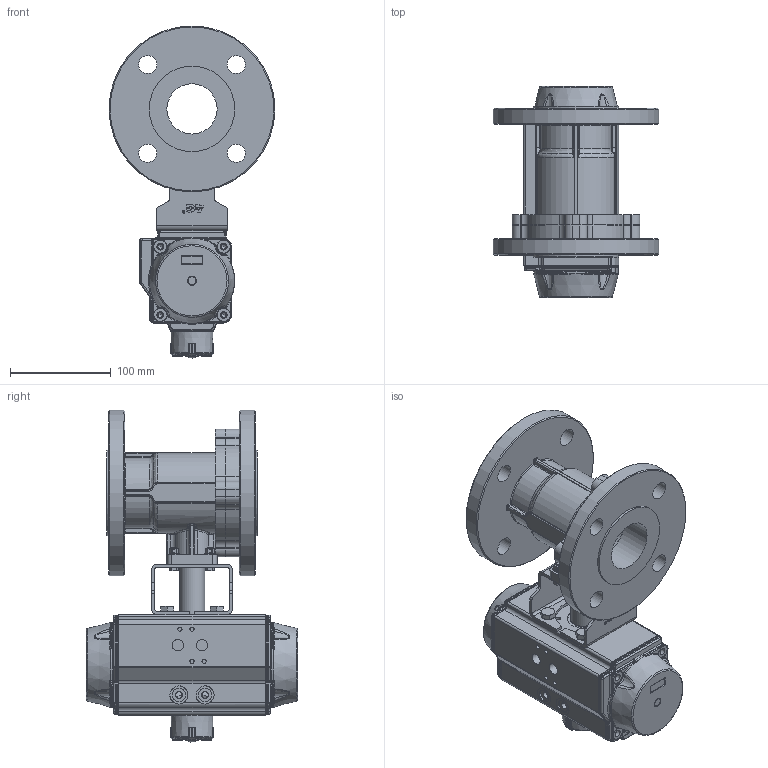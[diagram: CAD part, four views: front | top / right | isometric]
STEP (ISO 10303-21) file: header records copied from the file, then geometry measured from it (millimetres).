
FILE_DESCRIPTION(/* description */ ('Unknown'),/* implementation_level */ '2;1');
FILE_NAME(/* name */ 'PD040909-09',/* time_stamp */ '2025-02-06T08:55:03+01:00',/* author */ ('Unknown'),/* organization */ ('Unknown'),/* preprocessor_version */ 'ST-DEVELOPER v19.4',/* originating_system */ 'Solid Edge',/* authorisation */ 'Unknown');
FILE_SCHEMA (('AUTOMOTIVE_DESIGN {1 0 10303 214 3 1 1}'));
Products named in the file (18): PD040909-09; 49899011_Brücke F07-F05 Höhe 50; 49860202_Spindeladapter Edelstahl_SW14x14x15_Tasche 14x14x15; 4.150_160.050; DIN558 M5x20; PD04_PE03; vt75-2016-06-25; VTE75埴詰; vt75-2016-06-25  酘傷裔; huosai75; Welle; Optische Anzeige; ______; ________(___________; cup head nib bolts with large head gb_GB_FASTENER_BOLT_CHNBW M6X25-N; DIN125-5_3.1.3; DIN934_M5; DIN 933 M8x18 A2-70 BLK_EDST
Assembly tree (33 placements, depth 4):
  PD040909-09
    49899011_Brücke F07-F05 Höhe 50
    49860202_Spindeladapter Edelstahl_SW14x14x15_Tasche 14x14x15
    4.150_160.050
    DIN558 M5x20  x4
    PD04_PE03
      vt75-2016-06-25
      VTE75埴詰
      vt75-2016-06-25  酘傷裔
      huosai75  x2
      Welle
      Optische Anzeige
        ______
        ________(___________  x4
        cup head nib bolts with large head gb_GB_FASTENER_BOLT_CHNBW M6X25-N
    DIN125-5_3.1.3  x4
    DIN934_M5  x4
    DIN 933 M8x18 A2-70 BLK_EDST  x4
Bounding box: 165 x 210 x 330.31 mm (x, y, z)
Volume: 2011756.1 mm3; surface area: 467249.9 mm2
Topology: 32 solids, 32 shells, 3419 faces, 8463 edges, 5190 vertices
Faces by surface type: plane 1085, cylinder 967, bspline 693, torus 436, cone 189, sphere 49
Full cylindrical faces by diameter (mm): 3 x16, 3.3 x8, 4.134 x12, 4.66 x1, 4.917 x15, 5 x4, 5.3 x4, 5.5 x1, 6 x1, 6.2 x1, 6.3 x4, 6.647 x6, 7 x4, 8 x4, 9 x4, 10 x4, 11.445 x2, 12 x2, 13 x14, 16.2 x1, 16.4 x1, 18 x10, 18.7 x1, 20 x7, 21 x12, 23 x2, 25 x1, 28.2 x1, 28.4 x1, 30 x1
Entity records: 100688 total; most frequent: CARTESIAN_POINT 42593, ORIENTED_EDGE 12076, DIRECTION 10157, EDGE_CURVE 6038, AXIS2_PLACEMENT_3D 3927, VERTEX_POINT 3909, FACE_BOUND 3087, EDGE_LOOP 3066
